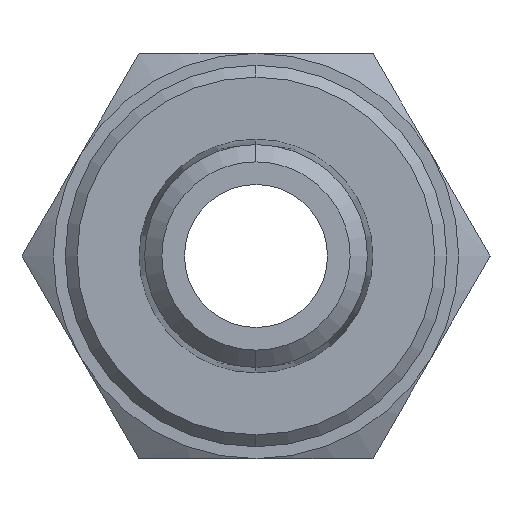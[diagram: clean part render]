
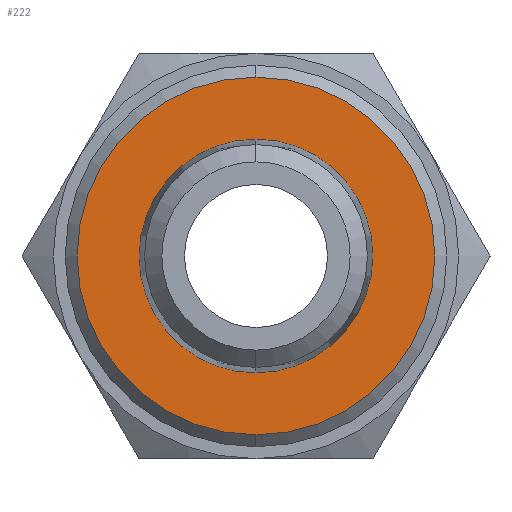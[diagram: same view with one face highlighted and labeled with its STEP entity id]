
A CAD part, front view. The second image highlights one B-rep face of the part: STEP entity #222.
In plain terms, the highlighted planar face has unit normal (0, -1, 0).
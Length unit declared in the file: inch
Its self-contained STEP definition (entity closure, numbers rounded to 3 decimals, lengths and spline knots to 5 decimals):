
#19 = AXIS2_PLACEMENT_3D ( 'NONE', #1365, #1326, #1320 ) ;
#87 = CARTESIAN_POINT ( 'NONE',  ( 0., 0.31496, -0.29528 ) ) ;
#222 = ADVANCED_FACE ( 'NONE', ( #863, #821 ), #1420, .T. ) ;
#225 = CARTESIAN_POINT ( 'NONE',  ( 0., 0.31496, 0.29528 ) ) ;
#370 = EDGE_CURVE ( 'NONE', #2425, #2580, #417, .T. ) ;
#417 = CIRCLE ( 'NONE', #1143, 0.19291 ) ;
#595 = DIRECTION ( 'NONE',  ( 0., 0., 1. ) ) ;
#601 = DIRECTION ( 'NONE',  ( 0., -1., 0. ) ) ;
#613 = CARTESIAN_POINT ( 'NONE',  ( 0., 0.31496, 0. ) ) ;
#758 = ORIENTED_EDGE ( 'NONE', *, *, #983, .F. ) ;
#821 = FACE_OUTER_BOUND ( 'NONE', #1826, .T. ) ;
#863 = FACE_BOUND ( 'NONE', #2454, .T. ) ;
#983 = EDGE_CURVE ( 'NONE', #2580, #2425, #1325, .T. ) ;
#1033 = CIRCLE ( 'NONE', #1342, 0.29528 ) ;
#1143 = AXIS2_PLACEMENT_3D ( 'NONE', #2096, #2116, #2104 ) ;
#1188 = VERTEX_POINT ( 'NONE', #87 ) ;
#1205 = EDGE_CURVE ( 'NONE', #1382, #1188, #1033, .T. ) ;
#1320 = DIRECTION ( 'NONE',  ( 0., 0., 1. ) ) ;
#1325 = CIRCLE ( 'NONE', #19, 0.19291 ) ;
#1326 = DIRECTION ( 'NONE',  ( 0., -1., 0. ) ) ;
#1342 = AXIS2_PLACEMENT_3D ( 'NONE', #2193, #2182, #2082 ) ;
#1365 = CARTESIAN_POINT ( 'NONE',  ( 0., 0.31496, 0. ) ) ;
#1373 = EDGE_CURVE ( 'NONE', #1188, #1382, #1732, .T. ) ;
#1382 = VERTEX_POINT ( 'NONE', #225 ) ;
#1417 = ORIENTED_EDGE ( 'NONE', *, *, #1205, .T. ) ;
#1420 = PLANE ( 'NONE',  #1877 ) ;
#1732 = CIRCLE ( 'NONE', #1770, 0.29528 ) ;
#1770 = AXIS2_PLACEMENT_3D ( 'NONE', #613, #601, #595 ) ;
#1826 = EDGE_LOOP ( 'NONE', ( #1417, #2284 ) ) ;
#1877 = AXIS2_PLACEMENT_3D ( 'NONE', #2484, #1960, #1919 ) ;
#1919 = DIRECTION ( 'NONE',  ( 0., 0., -1. ) ) ;
#1960 = DIRECTION ( 'NONE',  ( 0., -1., 0. ) ) ;
#2082 = DIRECTION ( 'NONE',  ( 0., 0., 1. ) ) ;
#2096 = CARTESIAN_POINT ( 'NONE',  ( 0., 0.31496, 0. ) ) ;
#2104 = DIRECTION ( 'NONE',  ( 0., 0., 1. ) ) ;
#2116 = DIRECTION ( 'NONE',  ( 0., -1., 0. ) ) ;
#2131 = CARTESIAN_POINT ( 'NONE',  ( 0., 0.31496, 0.19291 ) ) ;
#2140 = ORIENTED_EDGE ( 'NONE', *, *, #370, .F. ) ;
#2182 = DIRECTION ( 'NONE',  ( 0., -1., 0. ) ) ;
#2188 = CARTESIAN_POINT ( 'NONE',  ( 0., 0.31496, -0.19291 ) ) ;
#2193 = CARTESIAN_POINT ( 'NONE',  ( 0., 0.31496, 0. ) ) ;
#2284 = ORIENTED_EDGE ( 'NONE', *, *, #1373, .T. ) ;
#2425 = VERTEX_POINT ( 'NONE', #2131 ) ;
#2454 = EDGE_LOOP ( 'NONE', ( #2140, #758 ) ) ;
#2484 = CARTESIAN_POINT ( 'NONE',  ( -0.24409, 0.31496, 0. ) ) ;
#2580 = VERTEX_POINT ( 'NONE', #2188 ) ;
